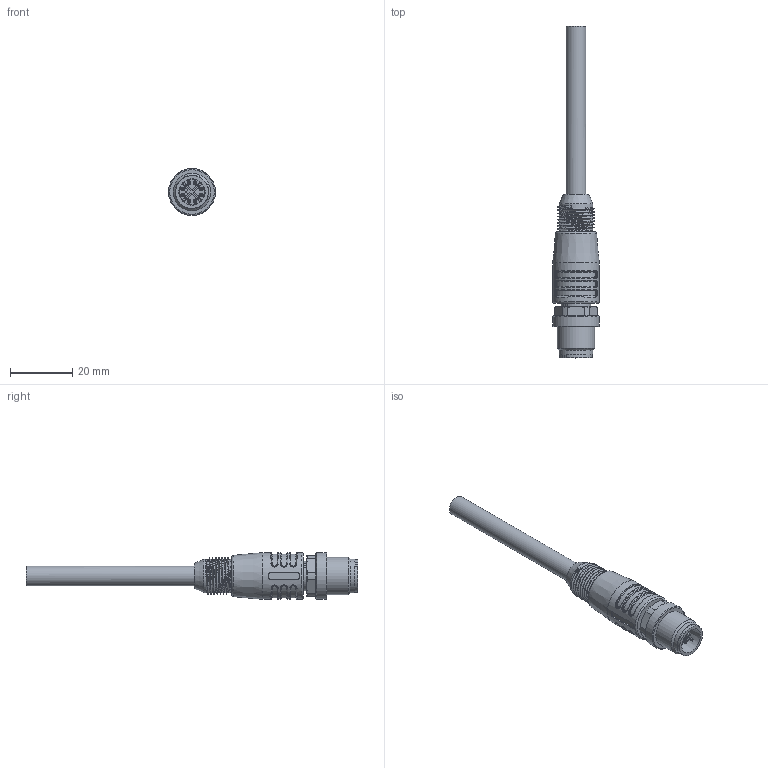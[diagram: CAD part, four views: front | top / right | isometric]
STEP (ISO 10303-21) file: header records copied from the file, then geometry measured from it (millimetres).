
FILE_DESCRIPTION(/* description */ (''),/* implementation_level */ '2;1');
FILE_NAME(/* name */ 'RA-WASSGX8-L_stp.stp',/* time_stamp */ '2017-07-19T13:17:20+02:00',/* author */ (''),/* organization */ (''),/* preprocessor_version */ 'ST-DEVELOPER v16',/* originating_system */ 'SIEMENS PLM Software NX 10.0',/* authorisation */ '');
FILE_SCHEMA (('AUTOMOTIVE_DESIGN { 1 0 10303 214 3 1 1 1 }'));
Length unit declared in the file: millimetre
Products named in the file (1): RA-WASSGX8-L_stp
Bounding box: 15 x 106.5 x 15 mm (x, y, z)
Volume: 8366 mm3; surface area: 4398.2 mm2
Topology: 1 solids, 1 shells, 262 faces, 672 edges, 433 vertices
Faces by surface type: plane 94, cylinder 71, bspline 34, cone 28, torus 27, sphere 8
Full cylindrical faces by diameter (mm): 0.6 x8, 6.4 x1, 10.77 x8, 10.8 x1, 12 x1, 15 x2
Entity records: 9797 total; most frequent: CARTESIAN_POINT 4254, ORIENTED_EDGE 1130, DIRECTION 1114, EDGE_CURVE 565, AXIS2_PLACEMENT_3D 459, VERTEX_POINT 376, EDGE_LOOP 317, ADVANCED_FACE 254
